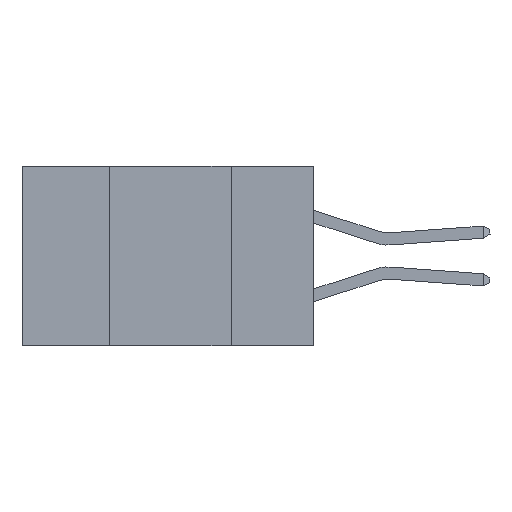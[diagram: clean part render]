
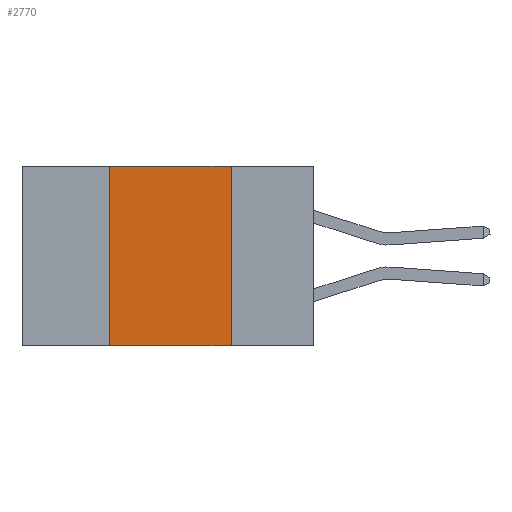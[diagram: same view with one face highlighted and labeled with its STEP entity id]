
A CAD part, left-side view. The second image highlights one B-rep face of the part: STEP entity #2770.
In plain terms, the highlighted planar face has unit normal (-1, 0, 0).
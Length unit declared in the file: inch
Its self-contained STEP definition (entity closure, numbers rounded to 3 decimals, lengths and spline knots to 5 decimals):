
#2424 = CARTESIAN_POINT ( 'NONE',  ( 0., 0.6, -0.37 ) ) ;
#2770 = ADVANCED_FACE ( 'NONE', ( #9272 ), #12338, .F. ) ;
#3604 = DIRECTION ( 'NONE',  ( 1., 0., 0. ) ) ;
#4560 = DIRECTION ( 'NONE',  ( 0., -1., 0. ) ) ;
#5881 = CARTESIAN_POINT ( 'NONE',  ( 0., 0.17, 0. ) ) ;
#6514 = VECTOR ( 'NONE', #18168, 39.37008 ) ;
#6851 = VECTOR ( 'NONE', #24468, 39.37008 ) ;
#6887 = EDGE_CURVE ( 'NONE', #12909, #12325, #9446, .T. ) ;
#7658 = VECTOR ( 'NONE', #11602, 39.37008 ) ;
#8538 = ORIENTED_EDGE ( 'NONE', *, *, #13169, .F. ) ;
#9272 = FACE_OUTER_BOUND ( 'NONE', #36694, .T. ) ;
#9446 = LINE ( 'NONE', #2424, #6514 ) ;
#10171 = CARTESIAN_POINT ( 'NONE',  ( 0., 0.6, 0. ) ) ;
#10543 = VERTEX_POINT ( 'NONE', #25567 ) ;
#11602 = DIRECTION ( 'NONE',  ( 0., 0., 1. ) ) ;
#12325 = VERTEX_POINT ( 'NONE', #17492 ) ;
#12338 = PLANE ( 'NONE',  #24694 ) ;
#12909 = VERTEX_POINT ( 'NONE', #24277 ) ;
#13169 = EDGE_CURVE ( 'NONE', #10543, #22855, #29674, .T. ) ;
#13995 = LINE ( 'NONE', #27053, #7658 ) ;
#16117 = LINE ( 'NONE', #29236, #6851 ) ;
#16781 = ORIENTED_EDGE ( 'NONE', *, *, #36239, .F. ) ;
#17492 = CARTESIAN_POINT ( 'NONE',  ( 0., 0.17, -0.37 ) ) ;
#18168 = DIRECTION ( 'NONE',  ( 0., -1., 0. ) ) ;
#22855 = VERTEX_POINT ( 'NONE', #5881 ) ;
#24277 = CARTESIAN_POINT ( 'NONE',  ( 0., 0.42, -0.37 ) ) ;
#24468 = DIRECTION ( 'NONE',  ( 0., 0., -1. ) ) ;
#24694 = AXIS2_PLACEMENT_3D ( 'NONE', #10171, #3604, #26472 ) ;
#25567 = CARTESIAN_POINT ( 'NONE',  ( 0., 0.42, 0. ) ) ;
#26026 = CARTESIAN_POINT ( 'NONE',  ( 0., 0.6, 0. ) ) ;
#26472 = DIRECTION ( 'NONE',  ( 0., 0., -1. ) ) ;
#27053 = CARTESIAN_POINT ( 'NONE',  ( 0., 0.42, 0. ) ) ;
#27255 = VECTOR ( 'NONE', #4560, 39.37008 ) ;
#28345 = EDGE_CURVE ( 'NONE', #22855, #12325, #16117, .T. ) ;
#29236 = CARTESIAN_POINT ( 'NONE',  ( 0., 0.17, 0. ) ) ;
#29674 = LINE ( 'NONE', #26026, #27255 ) ;
#36239 = EDGE_CURVE ( 'NONE', #12909, #10543, #13995, .T. ) ;
#36694 = EDGE_LOOP ( 'NONE', ( #37457, #8538, #16781, #38537 ) ) ;
#37457 = ORIENTED_EDGE ( 'NONE', *, *, #28345, .F. ) ;
#38537 = ORIENTED_EDGE ( 'NONE', *, *, #6887, .T. ) ;
